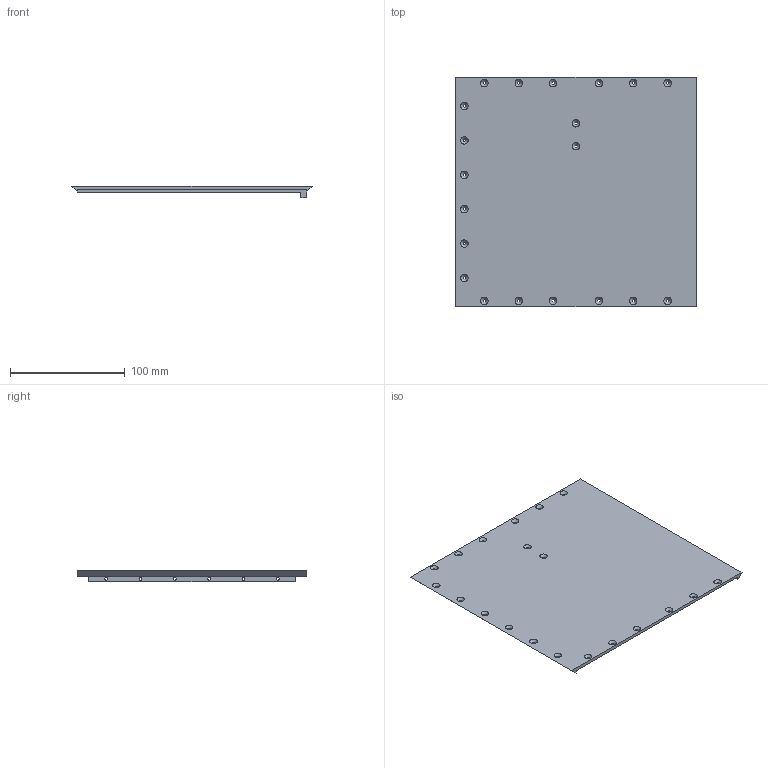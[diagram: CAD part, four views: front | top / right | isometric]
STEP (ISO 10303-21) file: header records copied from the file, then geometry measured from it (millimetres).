
FILE_DESCRIPTION(/* description */ (''),/* implementation_level */ '2;1');
FILE_NAME(/* name */ 'universalBoxPlate_uvc_holder.stp',/* time_stamp */ '2020-11-02T14:58:28+01:00',/* author */ ('Dane'),/* organization */ (''),/* preprocessor_version */ 'ST-DEVELOPER v18',/* originating_system */ 'Autodesk Inventor 2020',/* authorisation */ '');
FILE_SCHEMA (('AUTOMOTIVE_DESIGN { 1 0 10303 214 3 1 1 }'));
Length unit declared in the file: millimetre
Products named in the file (1): universalBoxPlate_uvc_holder
Bounding box: 210 x 200 x 10 mm (x, y, z)
Volume: 198527.4 mm3; surface area: 89278.6 mm2
Topology: 1 solids, 1 shells, 63 faces, 203 edges, 142 vertices
Faces by surface type: cylinder 26, cone 20, plane 17
Full cylindrical faces by diameter (mm): 2.5 x26
Entity records: 2478 total; most frequent: DIRECTION 447, CARTESIAN_POINT 409, ORIENTED_EDGE 406, EDGE_CURVE 203, AXIS2_PLACEMENT_3D 180, VERTEX_POINT 142, CIRCLE 116, EDGE_LOOP 115
